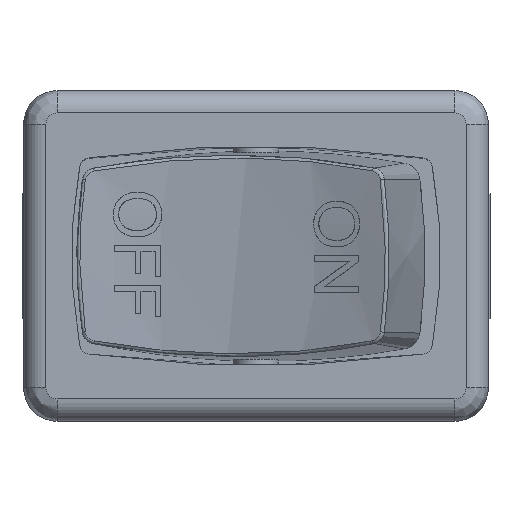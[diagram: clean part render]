
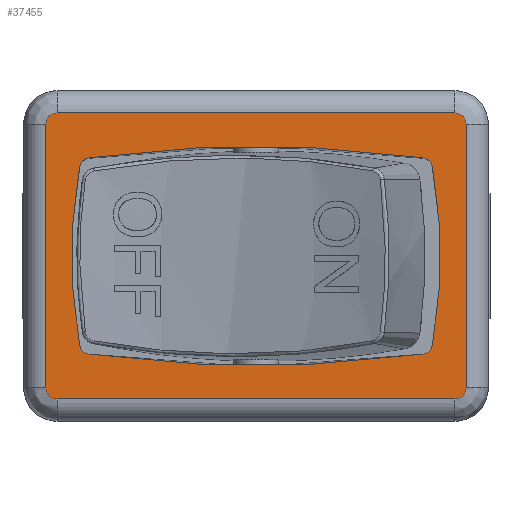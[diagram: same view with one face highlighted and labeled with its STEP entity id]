
A CAD part, top view. The second image highlights one B-rep face of the part: STEP entity #37455.
In plain terms, the highlighted planar face has unit normal (0, 0, 1).
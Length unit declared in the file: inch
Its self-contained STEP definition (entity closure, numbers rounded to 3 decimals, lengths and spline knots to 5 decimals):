
#36609=CARTESIAN_POINT('',(0.29401,0.17305,0.62992));
#36610=VERTEX_POINT('',#36609);
#36617=CARTESIAN_POINT('',(-0.29401,0.17305,0.62992));
#36618=VERTEX_POINT('',#36617);
#36619=CARTESIAN_POINT('',(0.,-1.97226,0.62992));
#36620=DIRECTION('',(0.0,0.0,-1.0));
#36621=DIRECTION('',(-0.136,-0.991,0.0));
#36622=AXIS2_PLACEMENT_3D('',#36619,#36620,#36621);
#36623=CIRCLE('',#36622,2.16535);
#36624=EDGE_CURVE('',#36618,#36610,#36623,.T.);
#36655=CARTESIAN_POINT('',(-0.3107,0.15711,0.62992));
#36656=VERTEX_POINT('',#36655);
#36657=CARTESIAN_POINT('',(-0.29134,0.15354,0.62992));
#36658=DIRECTION('',(0.0,0.0,-1.0));
#36659=DIRECTION('',(0.136,-0.991,0.0));
#36660=AXIS2_PLACEMENT_3D('',#36657,#36658,#36659);
#36661=CIRCLE('',#36660,0.01969);
#36662=EDGE_CURVE('',#36656,#36618,#36661,.T.);
#36688=CARTESIAN_POINT('',(-0.3107,-0.15711,0.62992));
#36689=VERTEX_POINT('',#36688);
#36690=CARTESIAN_POINT('',(0.54108,0.,0.62992));
#36691=DIRECTION('',(0.0,0.0,-1.0));
#36692=DIRECTION('',(0.983,-0.181,0.0));
#36693=AXIS2_PLACEMENT_3D('',#36690,#36691,#36692);
#36694=CIRCLE('',#36693,0.86614);
#36695=EDGE_CURVE('',#36689,#36656,#36694,.T.);
#36721=CARTESIAN_POINT('',(-0.29401,-0.17305,0.62992));
#36722=VERTEX_POINT('',#36721);
#36723=CARTESIAN_POINT('',(-0.29134,-0.15354,0.62992));
#36724=DIRECTION('',(0.0,0.0,-1.0));
#36725=DIRECTION('',(0.983,0.181,0.0));
#36726=AXIS2_PLACEMENT_3D('',#36723,#36724,#36725);
#36727=CIRCLE('',#36726,0.01969);
#36728=EDGE_CURVE('',#36722,#36689,#36727,.T.);
#36754=CARTESIAN_POINT('',(0.29401,-0.17305,0.62992));
#36755=VERTEX_POINT('',#36754);
#36756=CARTESIAN_POINT('',(0.,1.97226,0.62992));
#36757=DIRECTION('',(0.0,0.0,-1.0));
#36758=DIRECTION('',(0.136,0.991,0.0));
#36759=AXIS2_PLACEMENT_3D('',#36756,#36757,#36758);
#36760=CIRCLE('',#36759,2.16535);
#36761=EDGE_CURVE('',#36755,#36722,#36760,.T.);
#36792=CARTESIAN_POINT('',(0.3107,-0.15711,0.62992));
#36793=VERTEX_POINT('',#36792);
#36794=CARTESIAN_POINT('',(0.29134,-0.15354,0.62992));
#36795=DIRECTION('',(0.0,0.0,-1.0));
#36796=DIRECTION('',(-0.136,0.991,0.0));
#36797=AXIS2_PLACEMENT_3D('',#36794,#36795,#36796);
#36798=CIRCLE('',#36797,0.01969);
#36799=EDGE_CURVE('',#36793,#36755,#36798,.T.);
#36825=CARTESIAN_POINT('',(0.3107,0.15711,0.62992));
#36826=VERTEX_POINT('',#36825);
#36827=CARTESIAN_POINT('',(-0.54108,0.,0.62992));
#36828=DIRECTION('',(0.0,0.0,-1.0));
#36829=DIRECTION('',(-0.983,0.181,0.0));
#36830=AXIS2_PLACEMENT_3D('',#36827,#36828,#36829);
#36831=CIRCLE('',#36830,0.86614);
#36832=EDGE_CURVE('',#36826,#36793,#36831,.T.);
#36856=CARTESIAN_POINT('',(0.29134,0.15354,0.62992));
#36857=DIRECTION('',(0.0,0.0,-1.0));
#36858=DIRECTION('',(-0.983,-0.181,0.0));
#36859=AXIS2_PLACEMENT_3D('',#36856,#36857,#36858);
#36860=CIRCLE('',#36859,0.01969);
#36861=EDGE_CURVE('',#36610,#36826,#36860,.T.);
#36908=CARTESIAN_POINT('',(-0.37008,-0.23228,0.62992));
#36909=VERTEX_POINT('',#36908);
#36917=CARTESIAN_POINT('',(-0.37008,0.23228,0.62992));
#36918=VERTEX_POINT('',#36917);
#36919=CARTESIAN_POINT('',(-0.37008,-0.23228,0.62992));
#36920=DIRECTION('',(0.0,1.0,0.0));
#36921=VECTOR('',#36920,0.46457);
#36922=LINE('',#36919,#36921);
#36923=EDGE_CURVE('',#36909,#36918,#36922,.T.);
#36998=CARTESIAN_POINT('',(-0.35039,-0.25197,0.62992));
#36999=VERTEX_POINT('',#36998);
#37007=CARTESIAN_POINT('',(-0.35039,-0.23228,0.62992));
#37008=DIRECTION('',(0.0,0.0,-1.0));
#37009=DIRECTION('',(-0.707,-0.707,0.0));
#37010=AXIS2_PLACEMENT_3D('',#37007,#37008,#37009);
#37011=CIRCLE('',#37010,0.01969);
#37012=EDGE_CURVE('',#36999,#36909,#37011,.T.);
#37078=CARTESIAN_POINT('',(-0.35039,0.25197,0.62992));
#37079=VERTEX_POINT('',#37078);
#37097=CARTESIAN_POINT('',(-0.35039,0.23228,0.62992));
#37098=DIRECTION('',(0.0,0.0,-1.0));
#37099=DIRECTION('',(-0.707,0.707,0.0));
#37100=AXIS2_PLACEMENT_3D('',#37097,#37098,#37099);
#37101=CIRCLE('',#37100,0.01969);
#37102=EDGE_CURVE('',#36918,#37079,#37101,.T.);
#37114=CARTESIAN_POINT('',(0.35039,-0.25197,0.62992));
#37115=VERTEX_POINT('',#37114);
#37123=CARTESIAN_POINT('',(0.35039,-0.25197,0.62992));
#37124=DIRECTION('',(-1.0,0.0,0.0));
#37125=VECTOR('',#37124,0.70079);
#37126=LINE('',#37123,#37125);
#37127=EDGE_CURVE('',#37115,#36999,#37126,.T.);
#37144=CARTESIAN_POINT('',(0.35039,0.25197,0.62992));
#37145=VERTEX_POINT('',#37144);
#37162=CARTESIAN_POINT('',(-0.35039,0.25197,0.62992));
#37163=DIRECTION('',(1.0,0.0,0.0));
#37164=VECTOR('',#37163,0.70079);
#37165=LINE('',#37162,#37164);
#37166=EDGE_CURVE('',#37079,#37145,#37165,.T.);
#37226=CARTESIAN_POINT('',(0.37008,-0.23228,0.62992));
#37227=VERTEX_POINT('',#37226);
#37235=CARTESIAN_POINT('',(0.35039,-0.23228,0.62992));
#37236=DIRECTION('',(0.0,0.0,-1.0));
#37237=DIRECTION('',(0.707,-0.707,0.0));
#37238=AXIS2_PLACEMENT_3D('',#37235,#37236,#37237);
#37239=CIRCLE('',#37238,0.01969);
#37240=EDGE_CURVE('',#37227,#37115,#37239,.T.);
#37306=CARTESIAN_POINT('',(0.37008,0.23228,0.62992));
#37307=VERTEX_POINT('',#37306);
#37325=CARTESIAN_POINT('',(0.35039,0.23228,0.62992));
#37326=DIRECTION('',(0.0,0.0,-1.0));
#37327=DIRECTION('',(0.707,0.707,0.0));
#37328=AXIS2_PLACEMENT_3D('',#37325,#37326,#37327);
#37329=CIRCLE('',#37328,0.01969);
#37330=EDGE_CURVE('',#37145,#37307,#37329,.T.);
#37348=CARTESIAN_POINT('',(0.37008,0.23228,0.62992));
#37349=DIRECTION('',(0.0,-1.0,0.0));
#37350=VECTOR('',#37349,0.46457);
#37351=LINE('',#37348,#37350);
#37352=EDGE_CURVE('',#37307,#37227,#37351,.T.);
#37430=CARTESIAN_POINT('',(-0.40709,-0.27717,0.62992));
#37431=DIRECTION('',(0.0,0.0,1.0));
#37432=DIRECTION('',(1.0,0.0,0.0));
#37433=AXIS2_PLACEMENT_3D('',#37430,#37431,#37432);
#37434=PLANE('',#37433);
#37435=ORIENTED_EDGE('',*,*,#36923,.F.);
#37436=ORIENTED_EDGE('',*,*,#37012,.F.);
#37437=ORIENTED_EDGE('',*,*,#37127,.F.);
#37438=ORIENTED_EDGE('',*,*,#37240,.F.);
#37439=ORIENTED_EDGE('',*,*,#37352,.F.);
#37440=ORIENTED_EDGE('',*,*,#37330,.F.);
#37441=ORIENTED_EDGE('',*,*,#37166,.F.);
#37442=ORIENTED_EDGE('',*,*,#37102,.F.);
#37443=EDGE_LOOP('',(#37435,#37436,#37437,#37438,#37439,#37440,#37441,#37442));
#37444=FACE_OUTER_BOUND('',#37443,.T.);
#37445=ORIENTED_EDGE('',*,*,#36624,.T.);
#37446=ORIENTED_EDGE('',*,*,#36861,.T.);
#37447=ORIENTED_EDGE('',*,*,#36832,.T.);
#37448=ORIENTED_EDGE('',*,*,#36799,.T.);
#37449=ORIENTED_EDGE('',*,*,#36761,.T.);
#37450=ORIENTED_EDGE('',*,*,#36728,.T.);
#37451=ORIENTED_EDGE('',*,*,#36695,.T.);
#37452=ORIENTED_EDGE('',*,*,#36662,.T.);
#37453=EDGE_LOOP('',(#37445,#37446,#37447,#37448,#37449,#37450,#37451,#37452));
#37454=FACE_BOUND('',#37453,.T.);
#37455=ADVANCED_FACE('',(#37444,#37454),#37434,.T.);
